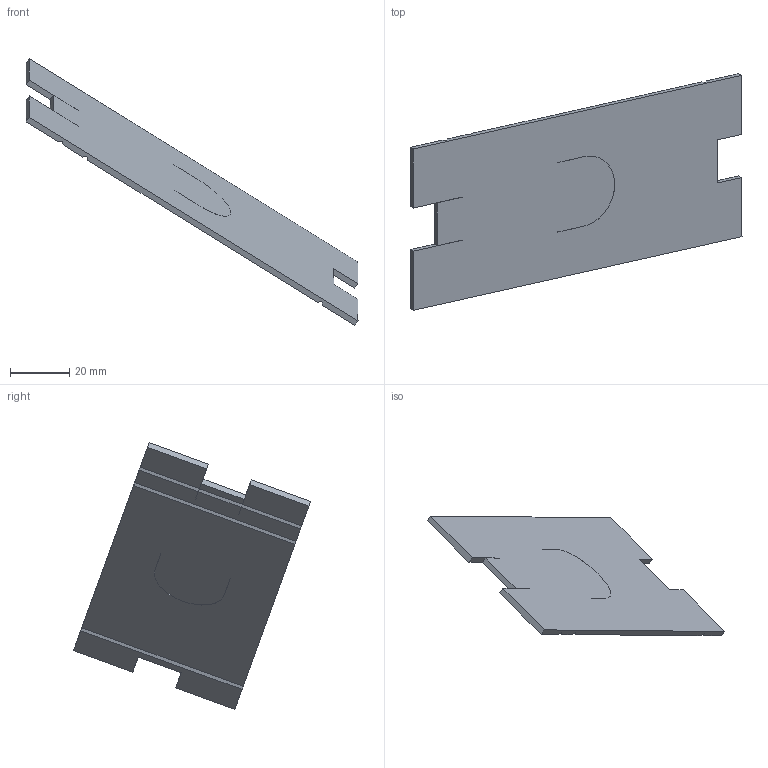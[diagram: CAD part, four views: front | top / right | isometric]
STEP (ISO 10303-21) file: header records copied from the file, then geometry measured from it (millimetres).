
FILE_DESCRIPTION(('CATIA V5 STEP Exchange'),'2;1');
FILE_NAME('253X4PM.stp','2023-09-25T06:12:03+00:00',('none'),('none'),'CATIA Version 5-6 Release 2016 SP6','CATIA V5 STEP AP203','none');
FILE_SCHEMA(('CONFIG_CONTROL_DESIGN'));
Length unit declared in the file: millimetre
Products named in the file (1): 253X4PM
Assembly tree (2 placements, depth 2):
  253X4PM
    #57
    #101
Bounding box: 112.21 x 80.08 x 90.1 mm (x, y, z)
Volume: 14644.7 mm3; surface area: 16115.8 mm2
Topology: 1 solids, 1 shells, 41 faces, 119 edges, 82 vertices
Faces by surface type: plane 39, cylinder 2
Entity records: 1345 total; most frequent: ORIENTED_EDGE 234, CARTESIAN_POINT 231, DIRECTION 179, EDGE_CURVE 117, VECTOR 115, LINE 115, VERTEX_POINT 78, EDGE_LOOP 43
